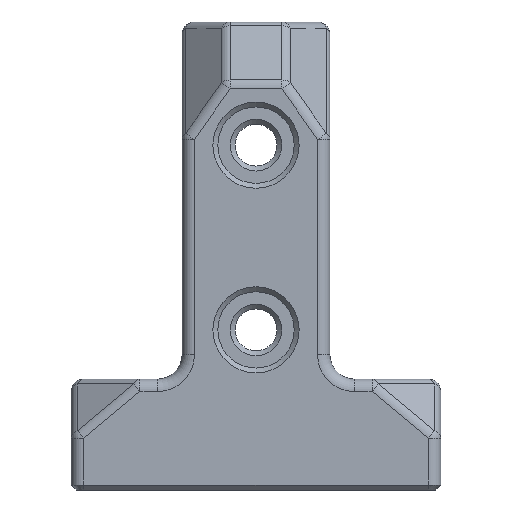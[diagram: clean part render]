
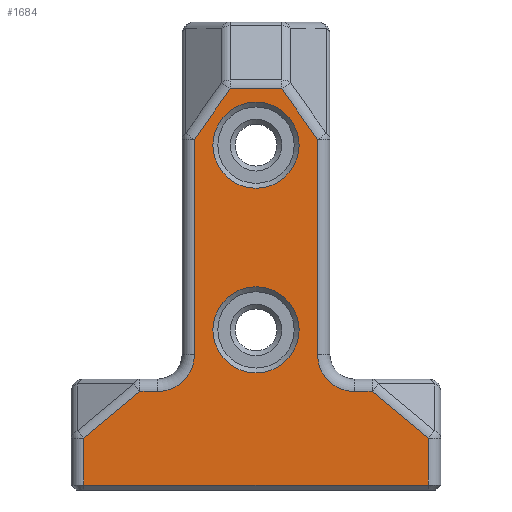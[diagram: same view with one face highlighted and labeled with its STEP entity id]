
A CAD part, left-side view. The second image highlights one B-rep face of the part: STEP entity #1684.
In plain terms, the highlighted planar face has unit normal (-1, 0, 0).
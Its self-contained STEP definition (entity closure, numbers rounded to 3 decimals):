
#37=FACE_BOUND('',#334,.T.);
#38=FACE_BOUND('',#335,.T.);
#88=CIRCLE('',#1821,3.);
#89=CIRCLE('',#1822,3.);
#90=CIRCLE('',#1823,3.5);
#91=CIRCLE('',#1824,3.5);
#216=FACE_OUTER_BOUND('',#333,.T.);
#333=EDGE_LOOP('',(#1170,#1171,#1172,#1173,#1174,#1175,#1176,#1177,#1178,
#1179,#1180,#1181,#1182,#1183));
#334=EDGE_LOOP('',(#1184));
#335=EDGE_LOOP('',(#1185));
#467=LINE('',#2646,#612);
#473=LINE('',#2661,#618);
#475=LINE('',#2667,#620);
#476=LINE('',#2669,#621);
#477=LINE('',#2671,#622);
#478=LINE('',#2675,#623);
#479=LINE('',#2677,#624);
#480=LINE('',#2679,#625);
#481=LINE('',#2681,#626);
#482=LINE('',#2683,#627);
#483=LINE('',#2687,#628);
#484=LINE('',#2688,#629);
#612=VECTOR('',#2059,10.);
#618=VECTOR('',#2077,1000.);
#620=VECTOR('',#2083,1000.);
#621=VECTOR('',#2084,1000.);
#622=VECTOR('',#2085,1000.);
#623=VECTOR('',#2088,1000.);
#624=VECTOR('',#2089,1000.);
#625=VECTOR('',#2090,1000.);
#626=VECTOR('',#2091,1000.);
#627=VECTOR('',#2092,1000.);
#628=VECTOR('',#2095,1000.);
#629=VECTOR('',#2096,1000.);
#751=VERTEX_POINT('',#2636);
#753=VERTEX_POINT('',#2642);
#757=VERTEX_POINT('',#2660);
#759=VERTEX_POINT('',#2666);
#760=VERTEX_POINT('',#2668);
#761=VERTEX_POINT('',#2670);
#762=VERTEX_POINT('',#2672);
#763=VERTEX_POINT('',#2674);
#764=VERTEX_POINT('',#2676);
#765=VERTEX_POINT('',#2678);
#766=VERTEX_POINT('',#2680);
#767=VERTEX_POINT('',#2682);
#768=VERTEX_POINT('',#2684);
#769=VERTEX_POINT('',#2686);
#770=VERTEX_POINT('',#2689);
#771=VERTEX_POINT('',#2691);
#897=EDGE_CURVE('',#751,#753,#467,.T.);
#905=EDGE_CURVE('',#757,#753,#473,.T.);
#908=EDGE_CURVE('',#751,#759,#475,.T.);
#909=EDGE_CURVE('',#759,#760,#476,.T.);
#910=EDGE_CURVE('',#760,#761,#477,.T.);
#911=EDGE_CURVE('',#761,#762,#88,.T.);
#912=EDGE_CURVE('',#762,#763,#478,.T.);
#913=EDGE_CURVE('',#763,#764,#479,.T.);
#914=EDGE_CURVE('',#764,#765,#480,.T.);
#915=EDGE_CURVE('',#765,#766,#481,.T.);
#916=EDGE_CURVE('',#766,#767,#482,.T.);
#917=EDGE_CURVE('',#767,#768,#89,.T.);
#918=EDGE_CURVE('',#768,#769,#483,.T.);
#919=EDGE_CURVE('',#769,#757,#484,.T.);
#920=EDGE_CURVE('',#770,#770,#90,.T.);
#921=EDGE_CURVE('',#771,#771,#91,.T.);
#1170=ORIENTED_EDGE('',*,*,#897,.F.);
#1171=ORIENTED_EDGE('',*,*,#908,.T.);
#1172=ORIENTED_EDGE('',*,*,#909,.T.);
#1173=ORIENTED_EDGE('',*,*,#910,.T.);
#1174=ORIENTED_EDGE('',*,*,#911,.T.);
#1175=ORIENTED_EDGE('',*,*,#912,.T.);
#1176=ORIENTED_EDGE('',*,*,#913,.T.);
#1177=ORIENTED_EDGE('',*,*,#914,.T.);
#1178=ORIENTED_EDGE('',*,*,#915,.T.);
#1179=ORIENTED_EDGE('',*,*,#916,.T.);
#1180=ORIENTED_EDGE('',*,*,#917,.T.);
#1181=ORIENTED_EDGE('',*,*,#918,.T.);
#1182=ORIENTED_EDGE('',*,*,#919,.T.);
#1183=ORIENTED_EDGE('',*,*,#905,.T.);
#1184=ORIENTED_EDGE('',*,*,#920,.T.);
#1185=ORIENTED_EDGE('',*,*,#921,.T.);
#1638=PLANE('',#1820);
#1684=ADVANCED_FACE('',(#216,#37,#38),#1638,.F.);
#1820=AXIS2_PLACEMENT_3D('',#2665,#2081,#2082);
#1821=AXIS2_PLACEMENT_3D('',#2673,#2086,#2087);
#1822=AXIS2_PLACEMENT_3D('',#2685,#2093,#2094);
#1823=AXIS2_PLACEMENT_3D('',#2690,#2097,#2098);
#1824=AXIS2_PLACEMENT_3D('',#2692,#2099,#2100);
#2059=DIRECTION('',(0.,1.,0.));
#2077=DIRECTION('',(0.,0.,-1.));
#2081=DIRECTION('center_axis',(1.,0.,0.));
#2082=DIRECTION('ref_axis',(0.,1.,0.));
#2083=DIRECTION('',(0.,0.,1.));
#2084=DIRECTION('',(0.,0.768,0.64));
#2085=DIRECTION('',(0.,1.,0.));
#2086=DIRECTION('center_axis',(1.,0.,0.));
#2087=DIRECTION('ref_axis',(0.,1.,0.));
#2088=DIRECTION('',(0.,0.,1.));
#2089=DIRECTION('',(0.,0.577,0.816));
#2090=DIRECTION('',(0.,1.,0.));
#2091=DIRECTION('',(0.,0.577,-0.816));
#2092=DIRECTION('',(0.,0.,-1.));
#2093=DIRECTION('center_axis',(1.,0.,0.));
#2094=DIRECTION('ref_axis',(0.,1.,0.));
#2095=DIRECTION('',(0.,1.,0.));
#2096=DIRECTION('',(0.,0.768,-0.64));
#2097=DIRECTION('center_axis',(1.,0.,0.));
#2098=DIRECTION('ref_axis',(0.,1.,0.));
#2099=DIRECTION('center_axis',(1.,0.,0.));
#2100=DIRECTION('ref_axis',(0.,1.,0.));
#2636=CARTESIAN_POINT('',(-7.5,-14.,-2.6));
#2642=CARTESIAN_POINT('',(-7.5,14.,-2.6));
#2646=CARTESIAN_POINT('',(-7.5,7.5,-2.6));
#2660=CARTESIAN_POINT('',(-7.5,14.,1.192));
#2661=CARTESIAN_POINT('',(-7.5,14.,35.));
#2665=CARTESIAN_POINT('Origin',(-7.5,15.,35.));
#2666=CARTESIAN_POINT('',(-7.5,-14.,1.192));
#2667=CARTESIAN_POINT('',(-7.5,-14.,35.));
#2668=CARTESIAN_POINT('',(-7.5,-9.43,5.));
#2669=CARTESIAN_POINT('',(-7.5,19.742,29.31));
#2670=CARTESIAN_POINT('',(-7.5,-8.,5.));
#2671=CARTESIAN_POINT('',(-7.5,-8.,5.));
#2672=CARTESIAN_POINT('',(-7.5,-5.,8.));
#2673=CARTESIAN_POINT('Origin',(-7.5,-8.,8.));
#2674=CARTESIAN_POINT('',(-7.5,-5.,25.464));
#2675=CARTESIAN_POINT('',(-7.5,-5.,25.05));
#2676=CARTESIAN_POINT('',(-7.5,-2.086,29.586));
#2677=CARTESIAN_POINT('',(-7.5,-2.029,29.667));
#2678=CARTESIAN_POINT('',(-7.5,2.086,29.586));
#2679=CARTESIAN_POINT('',(-7.5,2.5,29.586));
#2680=CARTESIAN_POINT('',(-7.5,5.,25.464));
#2681=CARTESIAN_POINT('',(-7.5,5.529,24.717));
#2682=CARTESIAN_POINT('',(-7.5,5.,8.));
#2683=CARTESIAN_POINT('',(-7.5,5.,8.));
#2684=CARTESIAN_POINT('',(-7.5,8.,5.));
#2685=CARTESIAN_POINT('Origin',(-7.5,8.,8.));
#2686=CARTESIAN_POINT('',(-7.5,9.43,5.));
#2687=CARTESIAN_POINT('',(-7.5,9.,5.));
#2688=CARTESIAN_POINT('',(-7.5,14.685,0.621));
#2689=CARTESIAN_POINT('',(-7.5,3.5,10.));
#2690=CARTESIAN_POINT('Origin',(-7.5,0.,10.));
#2691=CARTESIAN_POINT('',(-7.5,3.5,25.));
#2692=CARTESIAN_POINT('Origin',(-7.5,0.,25.));
